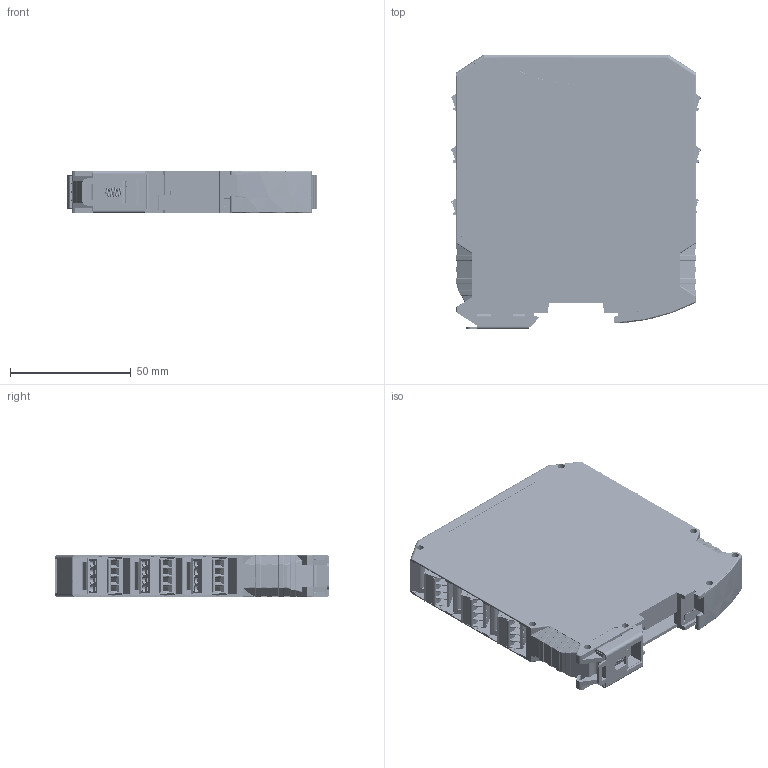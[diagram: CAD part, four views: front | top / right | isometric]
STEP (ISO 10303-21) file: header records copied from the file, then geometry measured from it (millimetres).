
FILE_DESCRIPTION(('CATIA V5 STEP Exchange','CAx-IF Rec.Pracs.--- Model Styling and Organization---1.5--- 2016-08-15','CAx-IF Rec.Pracs.---Supplemental Geometry---1.0---2011-11-01','CAx-IF Rec.Pracs.--- Composite Materials ---1.1---2010-07-15'),'2;1');
FILE_NAME('1006747 SG RS309.stp','2024-11-13T13:52:31+00:00',('none'),('none'),'CATIA Version 5-6 Release 2022 SP3 HF38','CATIA V5 STEP AP214 v2','none');
FILE_SCHEMA(('AUTOMOTIVE_DESIGN { 1 0 10303 214 1 1 1 1 }'));
Length unit declared in the file: millimetre
Products named in the file (1): 1006747 SG RS309
Bounding box: 103.6 x 113.65 x 17.6 mm (x, y, z)
Volume: 53983.1 mm3; surface area: 88228 mm2
Topology: 18 solids, 90 shells, 8416 faces, 24266 edges, 16572 vertices
Faces by surface type: plane 5876, cylinder 2116, bspline 200, cone 120, torus 104
Entity records: 289438 total; most frequent: CARTESIAN_POINT 79473, ORIENTED_EDGE 45618, DIRECTION 36353, EDGE_CURVE 22809, VECTOR 17356, LINE 17356, VERTEX_POINT 15004, AXIS2_PLACEMENT_3D 11062
